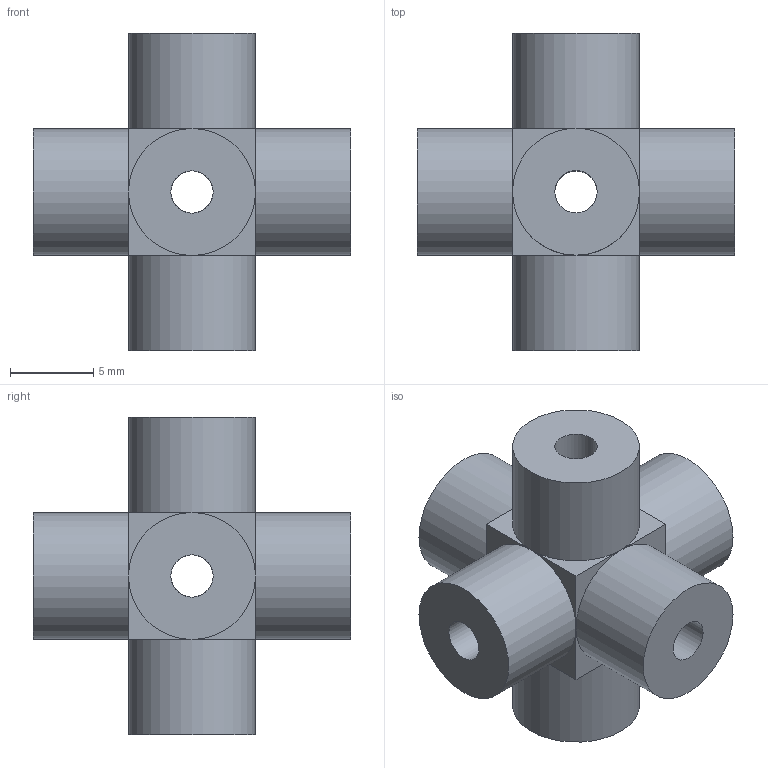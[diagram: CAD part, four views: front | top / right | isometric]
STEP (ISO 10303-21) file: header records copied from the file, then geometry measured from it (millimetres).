
FILE_DESCRIPTION(('FreeCAD Model'),'2;1');
FILE_NAME( 'core.step', '2017-12-03T04:47:38',('Author'),(''), 'Open CASCADE STEP processor 6.8','FreeCAD','Unknown');
FILE_SCHEMA(('AUTOMOTIVE_DESIGN_CC2 { 1 2 10303 214 -1 1 5 4 }'));
Length unit declared in the file: millimetre
Products named in the file (2): ASSEMBLY; core
Assembly tree (1 placements, depth 2):
  ASSEMBLY
    core
Bounding box: 19.05 x 19.05 x 19.05 mm (x, y, z)
Volume: 1739.8 mm3; surface area: 1540.1 mm2
Topology: 1 solids, 1 shells, 42 faces, 93 edges, 49 vertices
Faces by surface type: plane 30, cylinder 12
Full cylindrical faces by diameter (mm): 2.54 x6, 7.62 x6
Entity records: 2674 total; most frequent: CARTESIAN_POINT 720, DIRECTION 382, ORIENTED_EDGE 186, PCURVE 186, DEFINITIONAL_REPRESENTATION 186, LINE 144, VECTOR 144, AXIS2_PLACEMENT_3D 101
